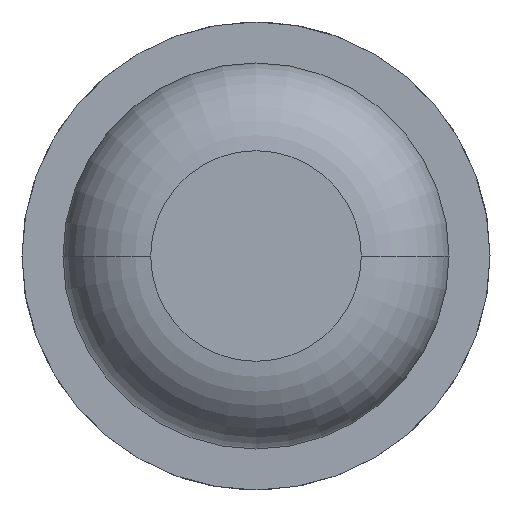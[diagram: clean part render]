
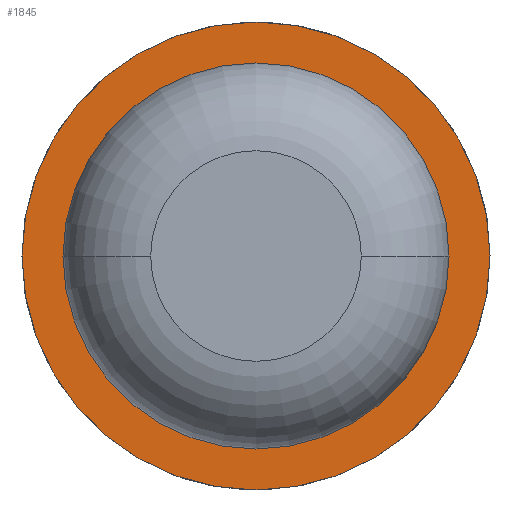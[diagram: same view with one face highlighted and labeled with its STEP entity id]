
A CAD part, front view. The second image highlights one B-rep face of the part: STEP entity #1845.
In plain terms, the highlighted planar face has unit normal (0, -1, 0).
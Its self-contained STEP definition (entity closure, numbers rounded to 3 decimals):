
#64 = AXIS2_PLACEMENT_3D ( 'NONE', #3100, #2767, #118 ) ;
#118 = DIRECTION ( 'NONE',  ( -1., 0., 0. ) ) ;
#178 = DIRECTION ( 'NONE',  ( -1., 0., 0. ) ) ;
#365 = CIRCLE ( 'NONE', #4235, 0.825 ) ;
#392 = CARTESIAN_POINT ( 'NONE',  ( -1., -6., 0. ) ) ;
#405 = VERTEX_POINT ( 'NONE', #1414 ) ;
#407 = DIRECTION ( 'NONE',  ( 0., 1., 0. ) ) ;
#486 = DIRECTION ( 'NONE',  ( 0., 1., 0. ) ) ;
#635 = CARTESIAN_POINT ( 'NONE',  ( -0.825, -6., 0. ) ) ;
#678 = PLANE ( 'NONE',  #2584 ) ;
#854 = CIRCLE ( 'NONE', #2982, 1. ) ;
#934 = ORIENTED_EDGE ( 'NONE', *, *, #3432, .T. ) ;
#1002 = DIRECTION ( 'NONE',  ( 0., 1., 0. ) ) ;
#1050 = DIRECTION ( 'NONE',  ( 0., 1., 0. ) ) ;
#1068 = DIRECTION ( 'NONE',  ( -1., 0., 0. ) ) ;
#1079 = CIRCLE ( 'NONE', #64, 1. ) ;
#1238 = CIRCLE ( 'NONE', #2799, 0.825 ) ;
#1353 = FACE_BOUND ( 'NONE', #1946, .T. ) ;
#1362 = VERTEX_POINT ( 'NONE', #2179 ) ;
#1398 = CARTESIAN_POINT ( 'NONE',  ( 0.825, -6., 0. ) ) ;
#1414 = CARTESIAN_POINT ( 'NONE',  ( 0.825, -6., 0. ) ) ;
#1446 = CARTESIAN_POINT ( 'NONE',  ( 0., -6., 0. ) ) ;
#1845 = ADVANCED_FACE ( 'Defeature ausgef�hrt1_5', ( #3776, #1353 ), #678, .F. ) ;
#1946 = EDGE_LOOP ( 'NONE', ( #934, #2043 ) ) ;
#2043 = ORIENTED_EDGE ( 'NONE', *, *, #4054, .T. ) ;
#2060 = EDGE_LOOP ( 'NONE', ( #3609, #3441 ) ) ;
#2179 = CARTESIAN_POINT ( 'NONE',  ( 1., -6., 0. ) ) ;
#2584 = AXIS2_PLACEMENT_3D ( 'NONE', #1398, #1050, #1068 ) ;
#2612 = VERTEX_POINT ( 'NONE', #392 ) ;
#2630 = EDGE_CURVE ( 'Defeature ausgef�hrt1_6+Defeature ausgef�hrt1_5+Defeature ausgef�hrt1_5+Defeature ausgef�hrt1_5', #1362, #2612, #1079, .T. ) ;
#2750 = EDGE_CURVE ( 'Defeature ausgef�hrt1_6+Defeature ausgef�hrt1_5+Defeature ausgef�hrt1_5+Defeature ausgef�hrt1_5', #2612, #1362, #854, .T. ) ;
#2767 = DIRECTION ( 'NONE',  ( 0., 1., 0. ) ) ;
#2799 = AXIS2_PLACEMENT_3D ( 'NONE', #1446, #1002, #3857 ) ;
#2982 = AXIS2_PLACEMENT_3D ( 'NONE', #4226, #407, #4210 ) ;
#3100 = CARTESIAN_POINT ( 'NONE',  ( 0., -6., 0. ) ) ;
#3239 = CARTESIAN_POINT ( 'NONE',  ( 0., -6., 0. ) ) ;
#3432 = EDGE_CURVE ( 'Defeature ausgef�hrt1_5+Defeature ausgef�hrt1_0+Defeature ausgef�hrt1_0+Defeature ausgef�hrt1_0', #4022, #405, #365, .T. ) ;
#3441 = ORIENTED_EDGE ( 'NONE', *, *, #2630, .F. ) ;
#3609 = ORIENTED_EDGE ( 'NONE', *, *, #2750, .F. ) ;
#3776 = FACE_OUTER_BOUND ( 'NONE', #2060, .T. ) ;
#3857 = DIRECTION ( 'NONE',  ( -1., 0., 0. ) ) ;
#4022 = VERTEX_POINT ( 'NONE', #635 ) ;
#4054 = EDGE_CURVE ( 'Defeature ausgef�hrt1_5+Defeature ausgef�hrt1_0+Defeature ausgef�hrt1_0+Defeature ausgef�hrt1_0', #405, #4022, #1238, .T. ) ;
#4210 = DIRECTION ( 'NONE',  ( -1., 0., 0. ) ) ;
#4226 = CARTESIAN_POINT ( 'NONE',  ( 0., -6., 0. ) ) ;
#4235 = AXIS2_PLACEMENT_3D ( 'NONE', #3239, #486, #178 ) ;
